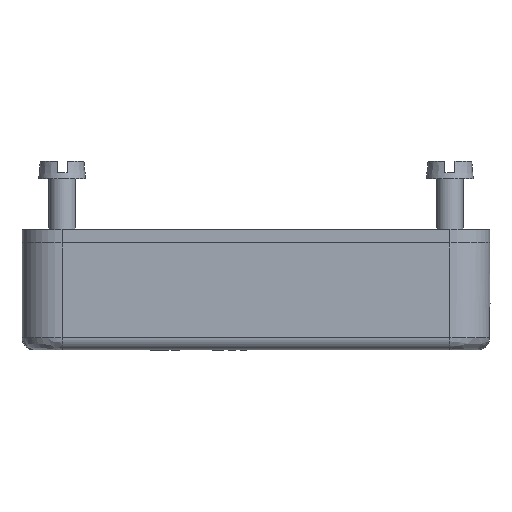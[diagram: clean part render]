
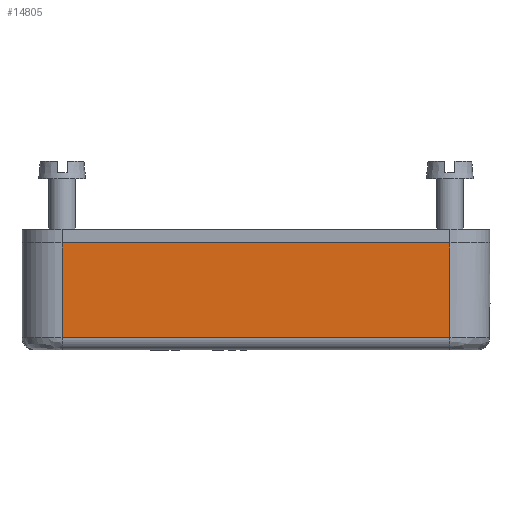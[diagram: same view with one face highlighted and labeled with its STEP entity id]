
A CAD part, left-side view. The second image highlights one B-rep face of the part: STEP entity #14805.
In plain terms, the highlighted planar face has unit normal (-1, 0, 0).
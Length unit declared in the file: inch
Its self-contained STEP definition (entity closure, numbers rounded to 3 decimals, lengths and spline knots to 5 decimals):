
#698 = DIRECTION ( 'NONE',  ( 0., 0., -1. ) ) ;
#2036 = AXIS2_PLACEMENT_3D ( 'NONE', #28717, #13345, #55670 ) ;
#2199 = CARTESIAN_POINT ( 'NONE',  ( 0., 2.52, 0.63 ) ) ;
#8475 = EDGE_CURVE ( 'NONE', #36919, #9749, #18934, .T. ) ;
#9749 = VERTEX_POINT ( 'NONE', #32965 ) ;
#10595 = VECTOR ( 'NONE', #698, 39.37008 ) ;
#12337 = LINE ( 'NONE', #29393, #58134 ) ;
#13345 = DIRECTION ( 'NONE',  ( -1., 0., 0. ) ) ;
#14329 = ORIENTED_EDGE ( 'NONE', *, *, #8475, .T. ) ;
#14805 = ADVANCED_FACE ( 'NONE', ( #67158 ), #18239, .T. ) ;
#15168 = LINE ( 'NONE', #20073, #27631 ) ;
#18239 = PLANE ( 'NONE',  #2036 ) ;
#18934 = LINE ( 'NONE', #43169, #10595 ) ;
#20073 = CARTESIAN_POINT ( 'NONE',  ( 0., 0.236, 0. ) ) ;
#21114 = EDGE_CURVE ( 'NONE', #43131, #54558, #15168, .T. ) ;
#27603 = CARTESIAN_POINT ( 'NONE',  ( 0., 0.236, 0.07087 ) ) ;
#27631 = VECTOR ( 'NONE', #62570, 39.37008 ) ;
#28717 = CARTESIAN_POINT ( 'NONE',  ( 0., 0., 0. ) ) ;
#29393 = CARTESIAN_POINT ( 'NONE',  ( 0., 0., 0.63 ) ) ;
#29610 = DIRECTION ( 'NONE',  ( 0., 1., 0. ) ) ;
#31187 = VECTOR ( 'NONE', #64508, 39.37008 ) ;
#31270 = CARTESIAN_POINT ( 'NONE',  ( 0., 0.236, 0.63 ) ) ;
#32965 = CARTESIAN_POINT ( 'NONE',  ( 0., 2.52, 0.07087 ) ) ;
#36919 = VERTEX_POINT ( 'NONE', #2199 ) ;
#37796 = EDGE_CURVE ( 'NONE', #54558, #9749, #45304, .T. ) ;
#38279 = ORIENTED_EDGE ( 'NONE', *, *, #37796, .F. ) ;
#41033 = ORIENTED_EDGE ( 'NONE', *, *, #21114, .F. ) ;
#42862 = CARTESIAN_POINT ( 'NONE',  ( 0., 0.689, 0.07087 ) ) ;
#43131 = VERTEX_POINT ( 'NONE', #31270 ) ;
#43169 = CARTESIAN_POINT ( 'NONE',  ( 0., 2.52, 0. ) ) ;
#44775 = EDGE_LOOP ( 'NONE', ( #55730, #14329, #38279, #41033 ) ) ;
#45304 = LINE ( 'NONE', #42862, #31187 ) ;
#50780 = EDGE_CURVE ( 'NONE', #43131, #36919, #12337, .T. ) ;
#54558 = VERTEX_POINT ( 'NONE', #27603 ) ;
#55670 = DIRECTION ( 'NONE',  ( 0., 0., 1. ) ) ;
#55730 = ORIENTED_EDGE ( 'NONE', *, *, #50780, .T. ) ;
#58134 = VECTOR ( 'NONE', #29610, 39.37008 ) ;
#62570 = DIRECTION ( 'NONE',  ( 0., 0., -1. ) ) ;
#64508 = DIRECTION ( 'NONE',  ( 0., 1., 0. ) ) ;
#67158 = FACE_OUTER_BOUND ( 'NONE', #44775, .T. ) ;
